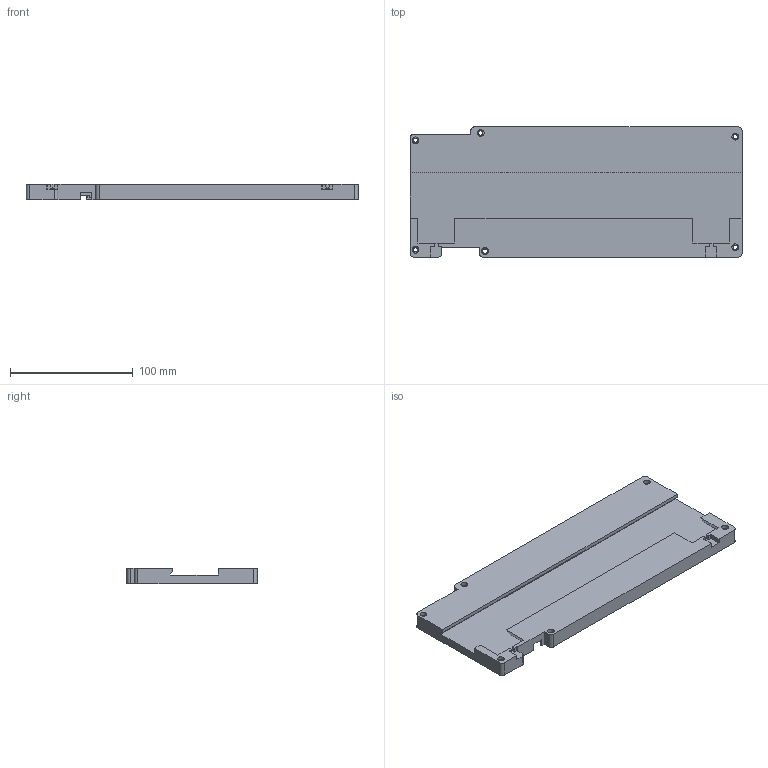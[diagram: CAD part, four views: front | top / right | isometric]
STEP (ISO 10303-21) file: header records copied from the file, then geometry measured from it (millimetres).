
FILE_DESCRIPTION(/* description */ (' ()'),/* implementation_level */ '2;1');
FILE_NAME(/* name */ 'boneIO-case-back.stp',/* time_stamp */ '2021-12-03T23:18:43+01:00',/* author */ ('Mariusz_PC'),/* organization */ (''),/* preprocessor_version */ 'ST-DEVELOPER v18.1',/* originating_system */ 'Autodesk Inventor 2022',/* authorisation */ '');
FILE_SCHEMA (('AUTOMOTIVE_DESIGN { 1 0 10303 214 3 1 1 }'));
Length unit declared in the file: millimetre
Products named in the file (1): boneIO-case-back
Bounding box: 270 x 106 x 12.5 mm (x, y, z)
Volume: 120373.8 mm3; surface area: 83902.6 mm2
Topology: 1 solids, 1 shells, 217 faces, 590 edges, 392 vertices
Faces by surface type: plane 137, cylinder 80
Full cylindrical faces by diameter (mm): 3.5 x6, 5.5 x6
Entity records: 6931 total; most frequent: CARTESIAN_POINT 1200, DIRECTION 1187, ORIENTED_EDGE 1180, EDGE_CURVE 590, LINE 429, VECTOR 429, VERTEX_POINT 392, AXIS2_PLACEMENT_3D 379
